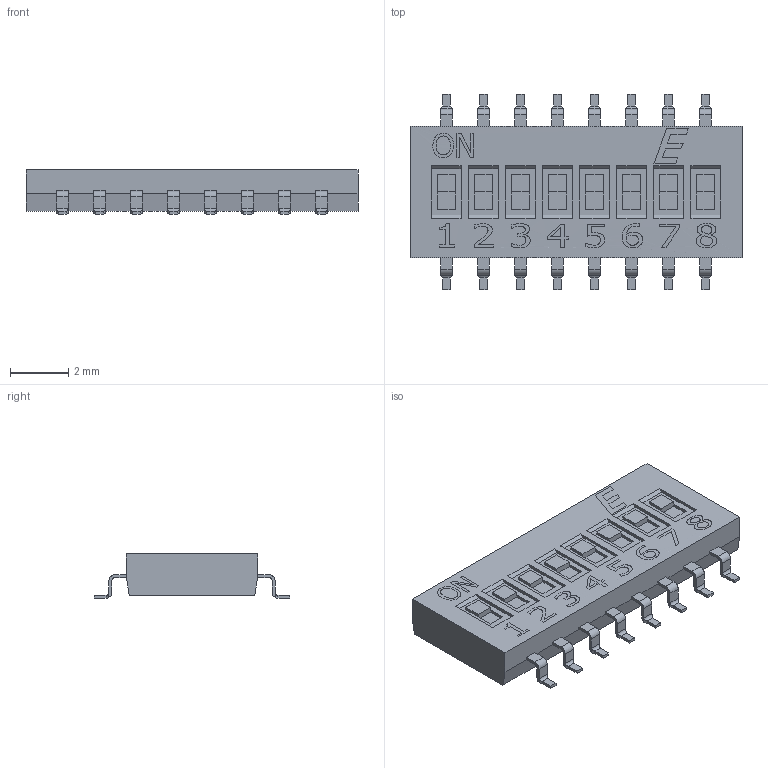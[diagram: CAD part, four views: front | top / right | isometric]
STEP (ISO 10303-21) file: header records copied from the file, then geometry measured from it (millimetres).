
FILE_DESCRIPTION((' '),'2;1');
FILE_NAME('KAN1108R.stp','2017-07-26T15:08:01',(' '),(' '),' ','ACIS',' ');
FILE_SCHEMA(('CONFIG_CONTROL_DESIGN'));
Length unit declared in the file: inch
Products named in the file (1): KAN1108R.stp
Bounding box: 11.39 x 6.7 x 1.52 mm (x, y, z)
Volume: 71.7 mm3; surface area: 177 mm2
Topology: 1 solids, 1 shells, 408 faces, 1152 edges, 778 vertices
Faces by surface type: plane 344, cylinder 64
Entity records: 13344 total; most frequent: CARTESIAN_POINT 2650, ORIENTED_EDGE 2304, DIRECTION 2034, EDGE_CURVE 1152, VECTOR 896, LINE 896, VERTEX_POINT 778, AXIS2_PLACEMENT_3D 569
